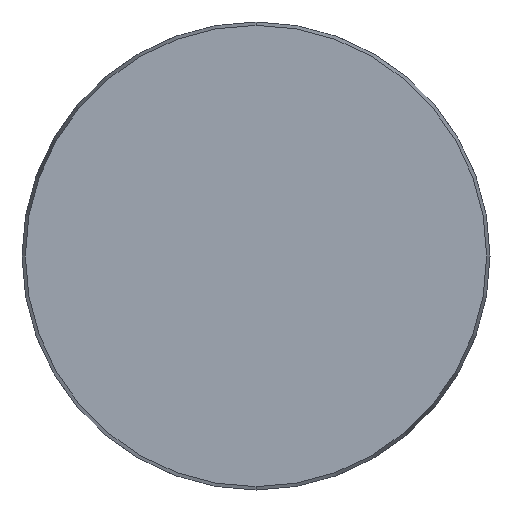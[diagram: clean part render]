
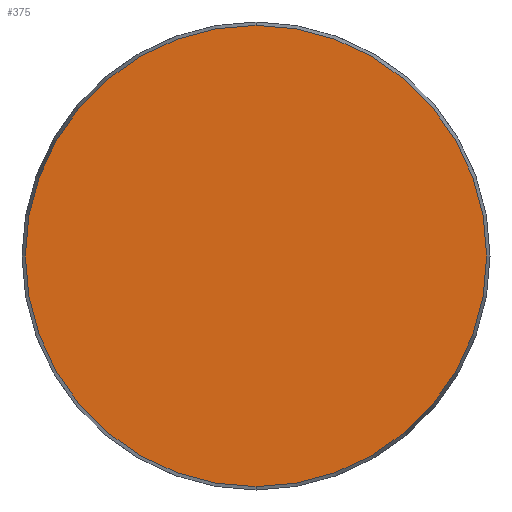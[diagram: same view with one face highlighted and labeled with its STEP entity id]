
A CAD part, front view. The second image highlights one B-rep face of the part: STEP entity #375.
In plain terms, the highlighted planar face has unit normal (0, -1, 0).
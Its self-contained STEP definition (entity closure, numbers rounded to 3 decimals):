
#65 = VERTEX_POINT ( 'NONE', #260 ) ;
#75 = EDGE_CURVE ( 'NONE', #470, #65, #114, .T. ) ;
#111 = DIRECTION ( 'NONE',  ( 0., 0., 1. ) ) ;
#114 = CIRCLE ( 'NONE', #329, 59.143 ) ;
#183 = CARTESIAN_POINT ( 'NONE',  ( 0., 0., 0. ) ) ;
#190 = DIRECTION ( 'NONE',  ( 0., 1., 0. ) ) ;
#213 = ORIENTED_EDGE ( 'NONE', *, *, #75, .T. ) ;
#256 = FACE_OUTER_BOUND ( 'NONE', #830, .T. ) ;
#260 = CARTESIAN_POINT ( 'NONE',  ( 0., 0., 59.143 ) ) ;
#307 = CARTESIAN_POINT ( 'NONE',  ( -59.143, 0., 0. ) ) ;
#329 = AXIS2_PLACEMENT_3D ( 'NONE', #796, #592, #339 ) ;
#336 = EDGE_CURVE ( 'NONE', #65, #470, #453, .T. ) ;
#339 = DIRECTION ( 'NONE',  ( 0., 0., -1. ) ) ;
#372 = ORIENTED_EDGE ( 'NONE', *, *, #336, .T. ) ;
#375 = ADVANCED_FACE ( 'NONE', ( #256 ), #835, .F. ) ;
#453 = CIRCLE ( 'NONE', #779, 59.143 ) ;
#470 = VERTEX_POINT ( 'NONE', #722 ) ;
#592 = DIRECTION ( 'NONE',  ( 0., -1., 0. ) ) ;
#627 = AXIS2_PLACEMENT_3D ( 'NONE', #307, #190, #111 ) ;
#635 = DIRECTION ( 'NONE',  ( 0., -1., 0. ) ) ;
#722 = CARTESIAN_POINT ( 'NONE',  ( 0., 0., -59.143 ) ) ;
#779 = AXIS2_PLACEMENT_3D ( 'NONE', #183, #635, #825 ) ;
#796 = CARTESIAN_POINT ( 'NONE',  ( 0., 0., 0. ) ) ;
#825 = DIRECTION ( 'NONE',  ( 0., 0., -1. ) ) ;
#830 = EDGE_LOOP ( 'NONE', ( #372, #213 ) ) ;
#835 = PLANE ( 'NONE',  #627 ) ;
